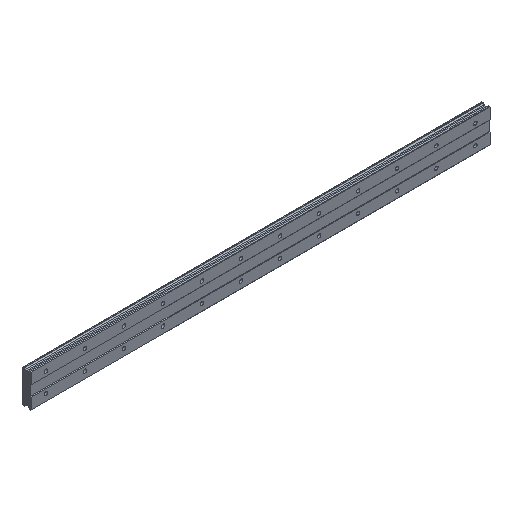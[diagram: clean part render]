
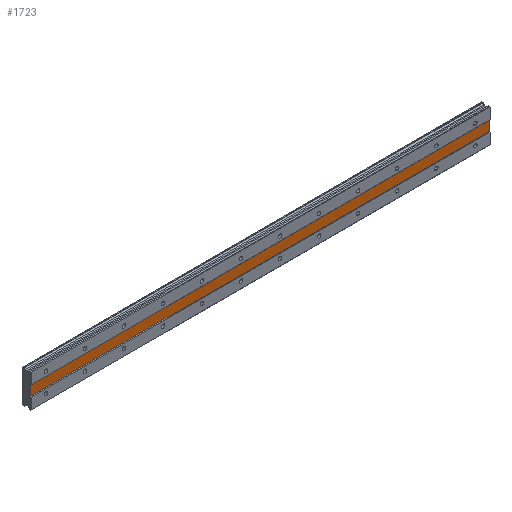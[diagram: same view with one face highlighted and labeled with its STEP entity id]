
A CAD part, isometric view. The second image highlights one B-rep face of the part: STEP entity #1723.
In plain terms, the highlighted planar face has unit normal (0, -1, 0).
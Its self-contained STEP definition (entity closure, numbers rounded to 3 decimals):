
#114 = EDGE_LOOP ( 'NONE', ( #2855, #2710, #3331, #3114 ) ) ;
#138 = VERTEX_POINT ( 'NONE', #3238 ) ;
#320 = DIRECTION ( 'NONE',  ( 1., 0., 0. ) ) ;
#365 = DIRECTION ( 'NONE',  ( 1., 0., 0. ) ) ;
#434 = CARTESIAN_POINT ( 'NONE',  ( 910., 1., 34.482 ) ) ;
#457 = VECTOR ( 'NONE', #2880, 1000. ) ;
#462 = DIRECTION ( 'NONE',  ( 0., 1., 0. ) ) ;
#825 = PLANE ( 'NONE',  #4064 ) ;
#971 = EDGE_CURVE ( 'NONE', #2453, #1452, #1086, .T. ) ;
#1065 = LINE ( 'NONE', #2544, #4329 ) ;
#1086 = LINE ( 'NONE', #4058, #4466 ) ;
#1094 = DIRECTION ( 'NONE',  ( 0., 0., 1. ) ) ;
#1452 = VERTEX_POINT ( 'NONE', #2878 ) ;
#1698 = VERTEX_POINT ( 'NONE', #3103 ) ;
#1723 = ADVANCED_FACE ( 'NONE', ( #2688 ), #825, .F. ) ;
#2320 = CARTESIAN_POINT ( 'NONE',  ( 910., 1., 10. ) ) ;
#2453 = VERTEX_POINT ( 'NONE', #2492 ) ;
#2492 = CARTESIAN_POINT ( 'NONE',  ( -30., 1., 10. ) ) ;
#2544 = CARTESIAN_POINT ( 'NONE',  ( 910., 1., -10. ) ) ;
#2600 = VECTOR ( 'NONE', #3772, 1000. ) ;
#2688 = FACE_OUTER_BOUND ( 'NONE', #114, .T. ) ;
#2710 = ORIENTED_EDGE ( 'NONE', *, *, #2810, .F. ) ;
#2810 = EDGE_CURVE ( 'NONE', #1452, #138, #3101, .T. ) ;
#2855 = ORIENTED_EDGE ( 'NONE', *, *, #4249, .T. ) ;
#2878 = CARTESIAN_POINT ( 'NONE',  ( 910., 1., 10. ) ) ;
#2880 = DIRECTION ( 'NONE',  ( 0., 0., -1. ) ) ;
#3101 = LINE ( 'NONE', #434, #2600 ) ;
#3103 = CARTESIAN_POINT ( 'NONE',  ( -30., 1., -10. ) ) ;
#3114 = ORIENTED_EDGE ( 'NONE', *, *, #4629, .T. ) ;
#3238 = CARTESIAN_POINT ( 'NONE',  ( 910., 1., -10. ) ) ;
#3243 = LINE ( 'NONE', #3888, #457 ) ;
#3331 = ORIENTED_EDGE ( 'NONE', *, *, #971, .F. ) ;
#3772 = DIRECTION ( 'NONE',  ( 0., 0., -1. ) ) ;
#3888 = CARTESIAN_POINT ( 'NONE',  ( -30., 1., 34.482 ) ) ;
#4058 = CARTESIAN_POINT ( 'NONE',  ( 910., 1., 10. ) ) ;
#4064 = AXIS2_PLACEMENT_3D ( 'NONE', #2320, #462, #1094 ) ;
#4249 = EDGE_CURVE ( 'NONE', #1698, #138, #1065, .T. ) ;
#4329 = VECTOR ( 'NONE', #320, 1000. ) ;
#4466 = VECTOR ( 'NONE', #365, 1000. ) ;
#4629 = EDGE_CURVE ( 'NONE', #2453, #1698, #3243, .T. ) ;
